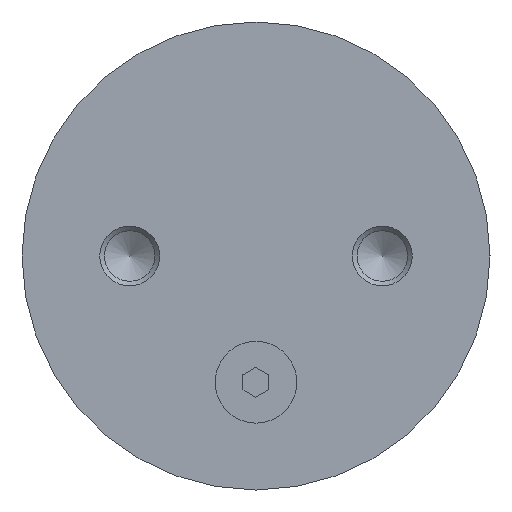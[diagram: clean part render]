
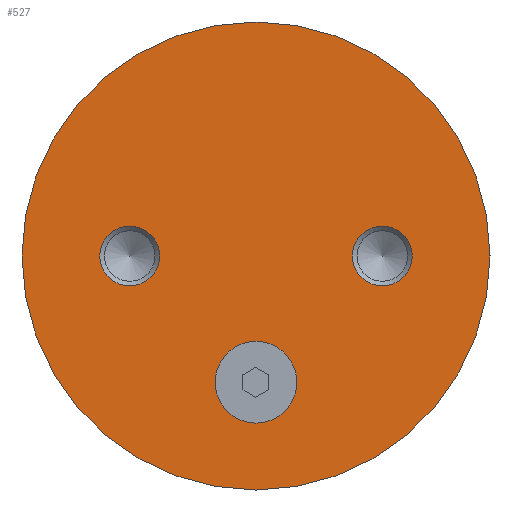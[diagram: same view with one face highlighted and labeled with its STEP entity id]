
A CAD part, left-side view. The second image highlights one B-rep face of the part: STEP entity #527.
In plain terms, the highlighted planar face has unit normal (-1, 0, 0).
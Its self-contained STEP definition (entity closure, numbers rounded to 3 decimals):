
#20=FACE_BOUND('',#105,.T.);
#21=FACE_BOUND('',#106,.T.);
#22=FACE_BOUND('',#107,.T.);
#35=PLANE('',#611);
#71=FACE_OUTER_BOUND('',#104,.T.);
#104=EDGE_LOOP('',(#472,#473));
#105=EDGE_LOOP('',(#474,#475));
#106=EDGE_LOOP('',(#476,#477));
#107=EDGE_LOOP('',(#478,#479));
#139=CIRCLE('',#600,4.025);
#140=CIRCLE('',#601,4.025);
#141=CIRCLE('',#603,4.025);
#142=CIRCLE('',#604,4.025);
#143=CIRCLE('',#606,5.5);
#144=CIRCLE('',#607,5.5);
#147=CIRCLE('',#612,31.5);
#148=CIRCLE('',#613,31.5);
#260=VERTEX_POINT('',#915);
#261=VERTEX_POINT('',#917);
#262=VERTEX_POINT('',#921);
#263=VERTEX_POINT('',#923);
#264=VERTEX_POINT('',#927);
#265=VERTEX_POINT('',#929);
#268=VERTEX_POINT('',#938);
#269=VERTEX_POINT('',#939);
#330=EDGE_CURVE('',#260,#261,#139,.T.);
#331=EDGE_CURVE('',#261,#260,#140,.T.);
#333=EDGE_CURVE('',#262,#263,#141,.T.);
#334=EDGE_CURVE('',#263,#262,#142,.T.);
#336=EDGE_CURVE('',#264,#265,#143,.T.);
#337=EDGE_CURVE('',#265,#264,#144,.T.);
#340=EDGE_CURVE('',#268,#269,#147,.T.);
#341=EDGE_CURVE('',#269,#268,#148,.T.);
#472=ORIENTED_EDGE('',*,*,#340,.F.);
#473=ORIENTED_EDGE('',*,*,#341,.F.);
#474=ORIENTED_EDGE('',*,*,#337,.F.);
#475=ORIENTED_EDGE('',*,*,#336,.F.);
#476=ORIENTED_EDGE('',*,*,#334,.F.);
#477=ORIENTED_EDGE('',*,*,#333,.F.);
#478=ORIENTED_EDGE('',*,*,#331,.F.);
#479=ORIENTED_EDGE('',*,*,#330,.F.);
#527=ADVANCED_FACE('',(#71,#20,#21,#22),#35,.T.);
#600=AXIS2_PLACEMENT_3D('',#918,#750,#751);
#601=AXIS2_PLACEMENT_3D('',#919,#752,#753);
#603=AXIS2_PLACEMENT_3D('',#924,#757,#758);
#604=AXIS2_PLACEMENT_3D('',#925,#759,#760);
#606=AXIS2_PLACEMENT_3D('',#930,#764,#765);
#607=AXIS2_PLACEMENT_3D('',#931,#766,#767);
#611=AXIS2_PLACEMENT_3D('',#937,#774,#775);
#612=AXIS2_PLACEMENT_3D('',#940,#776,#777);
#613=AXIS2_PLACEMENT_3D('',#941,#778,#779);
#750=DIRECTION('center_axis',(-1.,0.,0.));
#751=DIRECTION('ref_axis',(0.,0.,1.));
#752=DIRECTION('center_axis',(-1.,0.,0.));
#753=DIRECTION('ref_axis',(0.,0.,1.));
#757=DIRECTION('center_axis',(-1.,0.,0.));
#758=DIRECTION('ref_axis',(0.,0.,1.));
#759=DIRECTION('center_axis',(-1.,0.,0.));
#760=DIRECTION('ref_axis',(0.,0.,1.));
#764=DIRECTION('center_axis',(-1.,0.,0.));
#765=DIRECTION('ref_axis',(0.,0.,1.));
#766=DIRECTION('center_axis',(-1.,0.,0.));
#767=DIRECTION('ref_axis',(0.,0.,1.));
#774=DIRECTION('center_axis',(-1.,0.,0.));
#775=DIRECTION('ref_axis',(0.,0.,1.));
#776=DIRECTION('center_axis',(1.,0.,0.));
#777=DIRECTION('ref_axis',(0.,0.,-1.));
#778=DIRECTION('center_axis',(1.,0.,0.));
#779=DIRECTION('ref_axis',(0.,0.,-1.));
#915=CARTESIAN_POINT('',(-45.2,-17.,-4.025));
#917=CARTESIAN_POINT('',(-45.2,-17.,4.025));
#918=CARTESIAN_POINT('Origin',(-45.2,-17.,0.));
#919=CARTESIAN_POINT('Origin',(-45.2,-17.,0.));
#921=CARTESIAN_POINT('',(-45.2,17.,-4.025));
#923=CARTESIAN_POINT('',(-45.2,17.,4.025));
#924=CARTESIAN_POINT('Origin',(-45.2,17.,0.));
#925=CARTESIAN_POINT('Origin',(-45.2,17.,0.));
#927=CARTESIAN_POINT('',(-45.2,0.,-22.5));
#929=CARTESIAN_POINT('',(-45.2,0.,-11.5));
#930=CARTESIAN_POINT('Origin',(-45.2,0.,-17.));
#931=CARTESIAN_POINT('Origin',(-45.2,0.,-17.));
#937=CARTESIAN_POINT('Origin',(-45.2,31.5,0.));
#938=CARTESIAN_POINT('',(-45.2,0.,-31.5));
#939=CARTESIAN_POINT('',(-45.2,0.,31.5));
#940=CARTESIAN_POINT('Origin',(-45.2,0.,0.));
#941=CARTESIAN_POINT('Origin',(-45.2,0.,0.));
